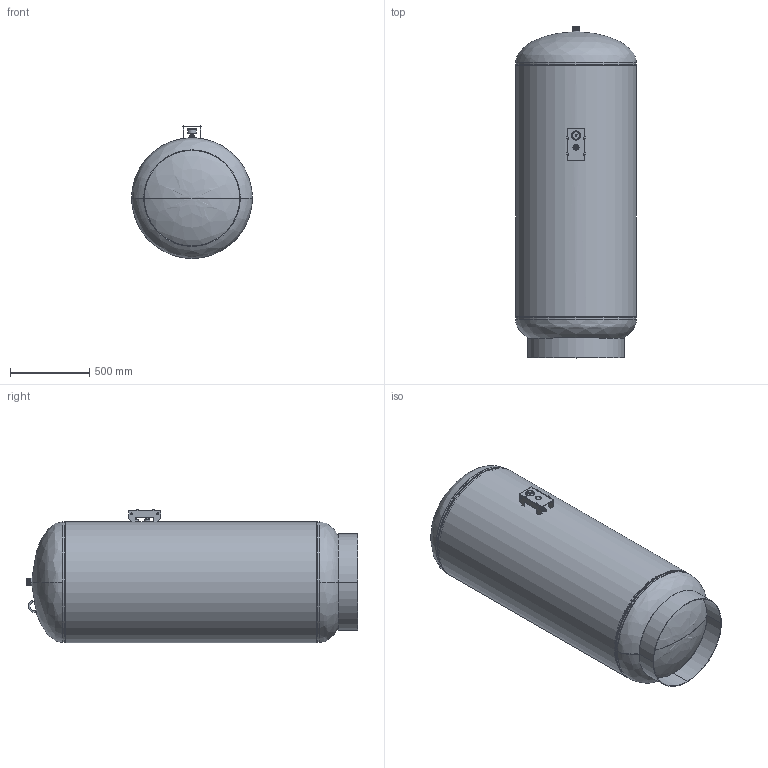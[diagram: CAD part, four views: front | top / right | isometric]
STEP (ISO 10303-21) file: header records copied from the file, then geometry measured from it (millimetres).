
FILE_DESCRIPTION (( 'STEP AP203' ), '1' );
FILE_NAME ('NTA-280.STEP', '2021-03-15T17:37:06', ( '' ), ( '' ), 'SwSTEP 2.0', 'SolidWorks 2021', '' );
FILE_SCHEMA (( 'CONFIG_CONTROL_DESIGN' ));
Length unit declared in the file: inch
Products named in the file (22): 99M0238; 99H0073_91280A714; 33032055; 9400540; 99M0237; 9200190; Couplings_9500565; 9500030; 99M0241; 9800460_03-34; 99B2432; 07200310_5081T17; 99Q0841; 9800401_9800400; NTA-280; 9500010; 99K0777; 9500000; 99H0072_95225A340; 99K0776; 99P0435_4457K218
Assembly tree (32 placements, depth 3):
  NTA-280
    99B2432
    9200190
    9200190
    9500000
    9500010
    9500030
    Couplings_9500565
    9800460_03-34
    07200310_5081T17
    9800401_9800400
    33032055
      99M0237
      99M0238
      99H0073_91280A714  x6
      99M0241
      99H0072_95225A340  x6
    99P0435_4457K218
    9400540
    99K0777
    99K0776  x2
    99Q0841
Bounding box: 763.43 x 2095.5 x 841 mm (x, y, z)
Volume: 27318231.1 mm3; surface area: 14128744.1 mm2
Topology: 35 solids, 35 shells, 1735 faces, 3932 edges, 2289 vertices
Faces by surface type: cone 697, cylinder 686, plane 247, torus 80, bspline 21, sphere 4
Full cylindrical faces by diameter (mm): 754.691 x1, 763.428 x1
Entity records: 56984 total; most frequent: CARTESIAN_POINT 32193, DIRECTION 4742, ORIENTED_EDGE 4530, EDGE_CURVE 2265, AXIS2_PLACEMENT_3D 1910, VERTEX_POINT 1363, EDGE_LOOP 1088, ADVANCED_FACE 975
